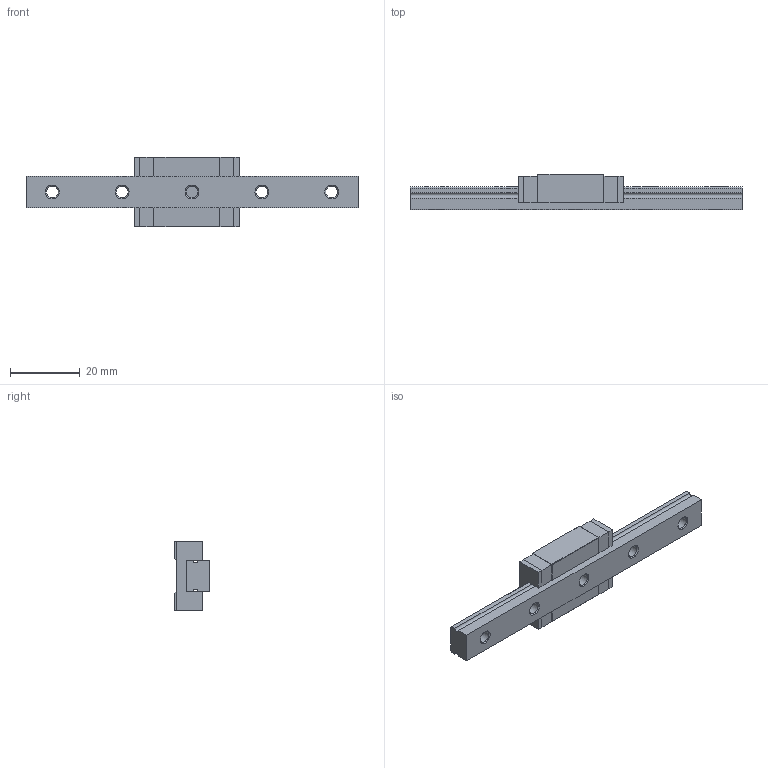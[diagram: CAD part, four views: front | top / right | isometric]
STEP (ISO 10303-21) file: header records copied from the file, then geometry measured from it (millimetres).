
FILE_DESCRIPTION(/* description */ (''),/* implementation_level */ '2;1');
FILE_NAME(/* name */ 'Linear Rail & Block LML9B v3.step',/* time_stamp */ '2020-11-18T12:48:16-05:00',/* author */ (''),/* organization */ (''),/* preprocessor_version */ 'ST-DEVELOPER v18.1',/* originating_system */ 'Autodesk Translation Framework v9.3.0.1241',/* authorisation */ '');
FILE_SCHEMA (('AUTOMOTIVE_DESIGN { 1 0 10303 214 3 1 1 }'));
Length unit declared in the file: millimetre
Products named in the file (3): Linear Rail & Block LML9B; Linear Guide Rail LML9B; Linear Guide Block LML9B
Assembly tree (2 placements, depth 2):
  Linear Rail & Block LML9B
    Linear Guide Rail LML9B
    Linear Guide Block LML9B
Bounding box: 95 x 10 x 20 mm (x, y, z)
Volume: 8040 mm3; surface area: 6761.5 mm2
Topology: 6 solids, 6 shells, 121 faces, 294 edges, 190 vertices
Faces by surface type: plane 96, cylinder 16, cone 9
Full cylindrical faces by diameter (mm): 2.5 x4, 3.4 x5, 6.5 x5
Entity records: 3628 total; most frequent: CARTESIAN_POINT 606, DIRECTION 584, ORIENTED_EDGE 580, EDGE_CURVE 290, LINE 248, VECTOR 248, VERTEX_POINT 190, AXIS2_PLACEMENT_3D 168
